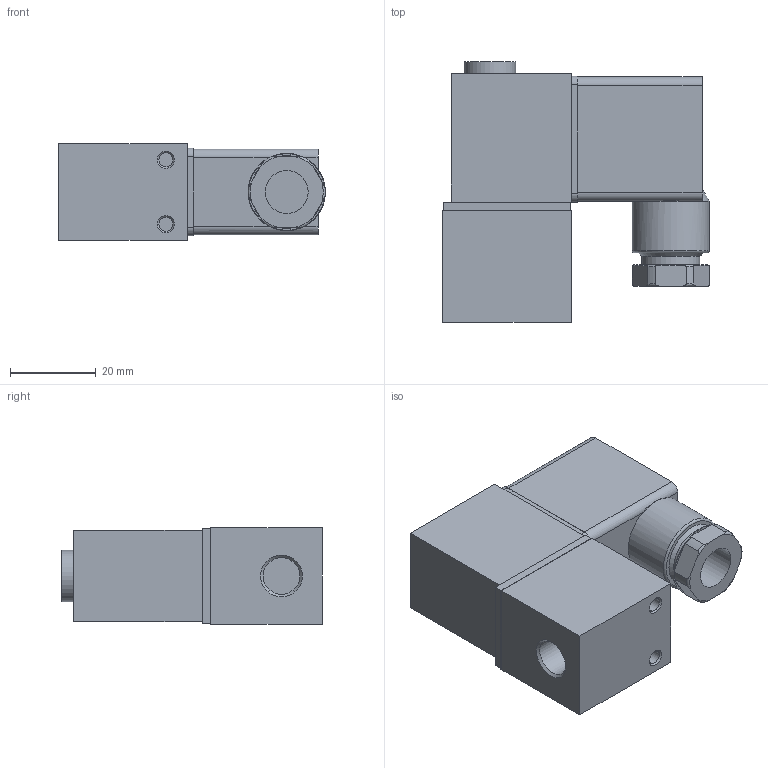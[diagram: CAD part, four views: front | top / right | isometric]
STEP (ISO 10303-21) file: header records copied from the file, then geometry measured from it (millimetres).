
FILE_DESCRIPTION(/* description */ ('STEP AP203'),/* implementation_level */ '2;1');
FILE_NAME(/* name */ 'V221-06E5',/* time_stamp */ '2024-05-09T17:45:10+02:00',/* author */ ('License CC BY-ND 4.0'),/* organization */ ('CADENAS'),/* preprocessor_version */ 'ST-DEVELOPER v19.3',/* originating_system */ 'PARTsolutions',/* authorisation */ ' ');
FILE_SCHEMA (('CONFIG_CONTROL_DESIGN'));
Length unit declared in the file: millimetre
Products named in the file (1): V221-06E5
Bounding box: 62.2 x 60.75 x 22.5 mm (x, y, z)
Volume: 56720.8 mm3; surface area: 12786.3 mm2
Topology: 1 solids, 1 shells, 107 faces, 266 edges, 173 vertices
Faces by surface type: plane 63, cylinder 24, torus 12, cone 8
Full cylindrical faces by diameter (mm): 3.242 x2, 6 x1, 7 x1, 8.566 x2, 10 x1, 12 x1, 13.6 x1, 18 x1
Entity records: 3174 total; most frequent: CARTESIAN_POINT 678, DIRECTION 509, ORIENTED_EDGE 490, EDGE_CURVE 245, AXIS2_PLACEMENT_3D 191, VERTEX_POINT 169, EDGE_LOOP 136, FACE_BOUND 136
